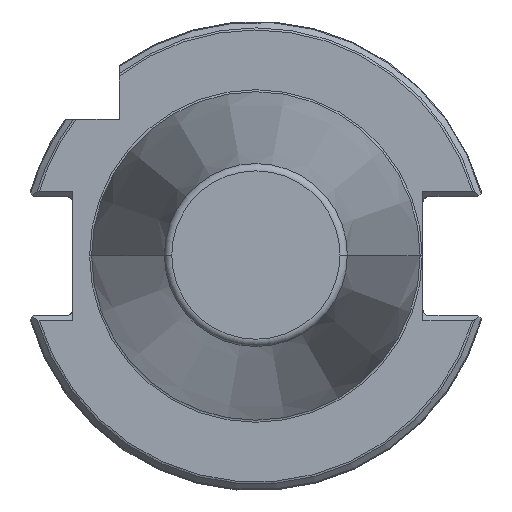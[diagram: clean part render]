
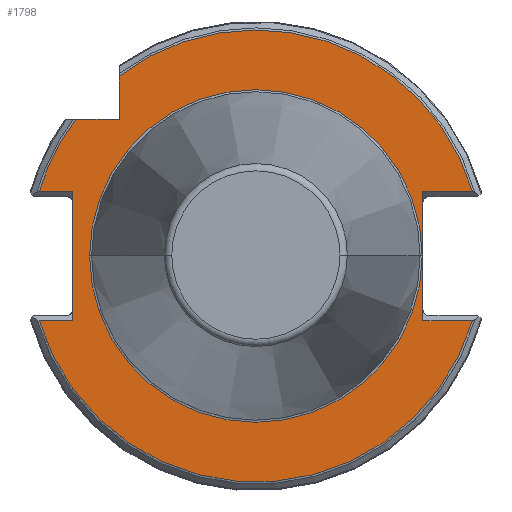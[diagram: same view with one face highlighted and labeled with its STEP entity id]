
A CAD part, top view. The second image highlights one B-rep face of the part: STEP entity #1798.
In plain terms, the highlighted planar face has unit normal (0, 0, 1).
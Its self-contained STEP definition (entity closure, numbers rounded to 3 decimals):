
#4 = VERTEX_POINT ( 'NONE', #799 ) ;
#6 = DIRECTION ( 'NONE',  ( 0., 0., 1. ) ) ;
#54 = FACE_OUTER_BOUND ( 'NONE', #378, .T. ) ;
#87 = CARTESIAN_POINT ( 'NONE',  ( 0., 18.5, -3.2 ) ) ;
#135 = ORIENTED_EDGE ( 'NONE', *, *, #2709, .F. ) ;
#158 = DIRECTION ( 'NONE',  ( 1., 0., 0. ) ) ;
#208 = CIRCLE ( 'NONE', #1402, 22.5 ) ;
#215 = LINE ( 'NONE', #1282, #1966 ) ;
#269 = ORIENTED_EDGE ( 'NONE', *, *, #2624, .T. ) ;
#270 = CARTESIAN_POINT ( 'NONE',  ( 0., 0., -3.2 ) ) ;
#273 = CARTESIAN_POINT ( 'NONE',  ( -24.8, -8.05, -3.2 ) ) ;
#295 = DIRECTION ( 'NONE',  ( -1., 0., 0. ) ) ;
#301 = LINE ( 'NONE', #87, #1432 ) ;
#307 = DIRECTION ( 'NONE',  ( 0., 0., 1. ) ) ;
#309 = CARTESIAN_POINT ( 'NONE',  ( 22.6, -8.05, -3.2 ) ) ;
#344 = CARTESIAN_POINT ( 'NONE',  ( 0., 0., -3.2 ) ) ;
#378 = EDGE_LOOP ( 'NONE', ( #1258, #1889, #2460, #135, #1323, #1948, #2532, #2016, #2594, #269, #1458 ) ) ;
#436 = EDGE_CURVE ( 'NONE', #2652, #1425, #926, .T. ) ;
#437 = DIRECTION ( 'NONE',  ( 0., 0., 1. ) ) ;
#451 = VERTEX_POINT ( 'NONE', #1761 ) ;
#481 = CARTESIAN_POINT ( 'NONE',  ( 0., 0., -3.2 ) ) ;
#500 = EDGE_CURVE ( 'NONE', #518, #1694, #2517, .T. ) ;
#518 = VERTEX_POINT ( 'NONE', #1302 ) ;
#555 = CIRCLE ( 'NONE', #2305, 30.584 ) ;
#565 = EDGE_LOOP ( 'NONE', ( #2656, #940 ) ) ;
#574 = VERTEX_POINT ( 'NONE', #2839 ) ;
#575 = CIRCLE ( 'NONE', #1464, 30.584 ) ;
#595 = EDGE_CURVE ( 'NONE', #574, #518, #2385, .T. ) ;
#601 = CARTESIAN_POINT ( 'NONE',  ( -18.5, 0., -3.2 ) ) ;
#606 = VERTEX_POINT ( 'NONE', #2234 ) ;
#620 = VERTEX_POINT ( 'NONE', #1544 ) ;
#625 = EDGE_CURVE ( 'NONE', #620, #606, #2248, .T. ) ;
#654 = EDGE_CURVE ( 'NONE', #1694, #2395, #1176, .T. ) ;
#691 = CARTESIAN_POINT ( 'NONE',  ( -29.306, 8.75, -3.2 ) ) ;
#693 = CARTESIAN_POINT ( 'NONE',  ( -24.8, 8.75, -3.2 ) ) ;
#717 = EDGE_CURVE ( 'NONE', #2395, #4, #2680, .T. ) ;
#718 = DIRECTION ( 'NONE',  ( 1., 0., 0. ) ) ;
#799 = CARTESIAN_POINT ( 'NONE',  ( 22.6, 8.75, -3.2 ) ) ;
#855 = CARTESIAN_POINT ( 'NONE',  ( 0., 0., -3.2 ) ) ;
#859 = CARTESIAN_POINT ( 'NONE',  ( 29.306, 8.75, -3.2 ) ) ;
#926 = LINE ( 'NONE', #2597, #2644 ) ;
#940 = ORIENTED_EDGE ( 'NONE', *, *, #625, .F. ) ;
#980 = VECTOR ( 'NONE', #1184, 1000. ) ;
#1110 = CARTESIAN_POINT ( 'NONE',  ( 0., 0., -3.2 ) ) ;
#1168 = DIRECTION ( 'NONE',  ( 0., 0., 1. ) ) ;
#1176 = LINE ( 'NONE', #1495, #2749 ) ;
#1184 = DIRECTION ( 'NONE',  ( 0., 1., 0. ) ) ;
#1209 = AXIS2_PLACEMENT_3D ( 'NONE', #344, #307, #2796 ) ;
#1248 = DIRECTION ( 'NONE',  ( -1., 0., 0. ) ) ;
#1258 = ORIENTED_EDGE ( 'NONE', *, *, #2746, .T. ) ;
#1271 = VECTOR ( 'NONE', #2207, 1000. ) ;
#1282 = CARTESIAN_POINT ( 'NONE',  ( 0., 8.75, -3.2 ) ) ;
#1302 = CARTESIAN_POINT ( 'NONE',  ( -29.306, -8.75, -3.2 ) ) ;
#1323 = ORIENTED_EDGE ( 'NONE', *, *, #595, .T. ) ;
#1334 = EDGE_CURVE ( 'NONE', #451, #2652, #555, .T. ) ;
#1338 = DIRECTION ( 'NONE',  ( 1., 0., 0. ) ) ;
#1354 = AXIS2_PLACEMENT_3D ( 'NONE', #855, #6, #158 ) ;
#1402 = AXIS2_PLACEMENT_3D ( 'NONE', #481, #2093, #718 ) ;
#1425 = VERTEX_POINT ( 'NONE', #693 ) ;
#1432 = VECTOR ( 'NONE', #295, 1000. ) ;
#1458 = ORIENTED_EDGE ( 'NONE', *, *, #1548, .T. ) ;
#1464 = AXIS2_PLACEMENT_3D ( 'NONE', #1834, #437, #2059 ) ;
#1495 = CARTESIAN_POINT ( 'NONE',  ( 0., -8.75, -3.2 ) ) ;
#1524 = EDGE_CURVE ( 'NONE', #4, #2389, #215, .T. ) ;
#1544 = CARTESIAN_POINT ( 'NONE',  ( -22.5, 0., -3.2 ) ) ;
#1545 = CARTESIAN_POINT ( 'NONE',  ( 22.6, -8.75, -3.2 ) ) ;
#1548 = EDGE_CURVE ( 'NONE', #1976, #1630, #1904, .T. ) ;
#1630 = VERTEX_POINT ( 'NONE', #2876 ) ;
#1694 = VERTEX_POINT ( 'NONE', #2495 ) ;
#1696 = DIRECTION ( 'NONE',  ( 0., 1., 0. ) ) ;
#1729 = AXIS2_PLACEMENT_3D ( 'NONE', #270, #1168, #2321 ) ;
#1761 = CARTESIAN_POINT ( 'NONE',  ( -24.355, 18.5, -3.2 ) ) ;
#1792 = FACE_BOUND ( 'NONE', #565, .T. ) ;
#1798 = ADVANCED_FACE ( 'NONE', ( #54, #1792 ), #2097, .T. ) ;
#1834 = CARTESIAN_POINT ( 'NONE',  ( 0., 0., -3.2 ) ) ;
#1889 = ORIENTED_EDGE ( 'NONE', *, *, #1334, .T. ) ;
#1904 = LINE ( 'NONE', #601, #1271 ) ;
#1948 = ORIENTED_EDGE ( 'NONE', *, *, #500, .T. ) ;
#1966 = VECTOR ( 'NONE', #2843, 1000. ) ;
#1976 = VERTEX_POINT ( 'NONE', #2388 ) ;
#2016 = ORIENTED_EDGE ( 'NONE', *, *, #717, .T. ) ;
#2059 = DIRECTION ( 'NONE',  ( 1., 0., 0. ) ) ;
#2093 = DIRECTION ( 'NONE',  ( 0., 0., 1. ) ) ;
#2097 = PLANE ( 'NONE',  #1729 ) ;
#2112 = VECTOR ( 'NONE', #1696, 1000. ) ;
#2207 = DIRECTION ( 'NONE',  ( 0., -1., 0. ) ) ;
#2234 = CARTESIAN_POINT ( 'NONE',  ( 22.5, 0., -3.2 ) ) ;
#2243 = CARTESIAN_POINT ( 'NONE',  ( -29.506, -8.75, -3.2 ) ) ;
#2248 = CIRCLE ( 'NONE', #1209, 22.5 ) ;
#2305 = AXIS2_PLACEMENT_3D ( 'NONE', #1110, #2681, #1338 ) ;
#2321 = DIRECTION ( 'NONE',  ( 1., 0., 0. ) ) ;
#2385 = LINE ( 'NONE', #2243, #2877 ) ;
#2388 = CARTESIAN_POINT ( 'NONE',  ( -18.5, 24.355, -3.2 ) ) ;
#2389 = VERTEX_POINT ( 'NONE', #859 ) ;
#2395 = VERTEX_POINT ( 'NONE', #1545 ) ;
#2460 = ORIENTED_EDGE ( 'NONE', *, *, #436, .T. ) ;
#2495 = CARTESIAN_POINT ( 'NONE',  ( 29.306, -8.75, -3.2 ) ) ;
#2517 = CIRCLE ( 'NONE', #1354, 30.584 ) ;
#2532 = ORIENTED_EDGE ( 'NONE', *, *, #654, .T. ) ;
#2557 = EDGE_CURVE ( 'NONE', #606, #620, #208, .T. ) ;
#2594 = ORIENTED_EDGE ( 'NONE', *, *, #1524, .T. ) ;
#2597 = CARTESIAN_POINT ( 'NONE',  ( -24.8, 8.75, -3.2 ) ) ;
#2624 = EDGE_CURVE ( 'NONE', #2389, #1976, #575, .T. ) ;
#2644 = VECTOR ( 'NONE', #2836, 1000. ) ;
#2652 = VERTEX_POINT ( 'NONE', #691 ) ;
#2656 = ORIENTED_EDGE ( 'NONE', *, *, #2557, .F. ) ;
#2680 = LINE ( 'NONE', #309, #2112 ) ;
#2681 = DIRECTION ( 'NONE',  ( 0., 0., 1. ) ) ;
#2709 = EDGE_CURVE ( 'NONE', #574, #1425, #2767, .T. ) ;
#2746 = EDGE_CURVE ( 'NONE', #1630, #451, #301, .T. ) ;
#2749 = VECTOR ( 'NONE', #2826, 1000. ) ;
#2767 = LINE ( 'NONE', #273, #980 ) ;
#2796 = DIRECTION ( 'NONE',  ( 1., 0., 0. ) ) ;
#2826 = DIRECTION ( 'NONE',  ( -1., 0., 0. ) ) ;
#2836 = DIRECTION ( 'NONE',  ( 1., 0., 0. ) ) ;
#2839 = CARTESIAN_POINT ( 'NONE',  ( -24.8, -8.75, -3.2 ) ) ;
#2843 = DIRECTION ( 'NONE',  ( 1., 0., 0. ) ) ;
#2876 = CARTESIAN_POINT ( 'NONE',  ( -18.5, 18.5, -3.2 ) ) ;
#2877 = VECTOR ( 'NONE', #1248, 1000. ) ;
